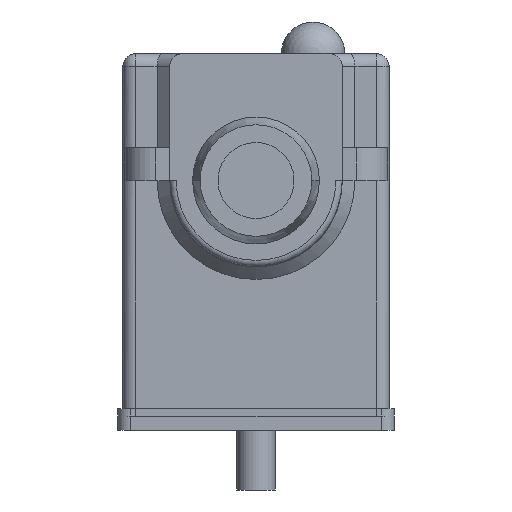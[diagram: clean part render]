
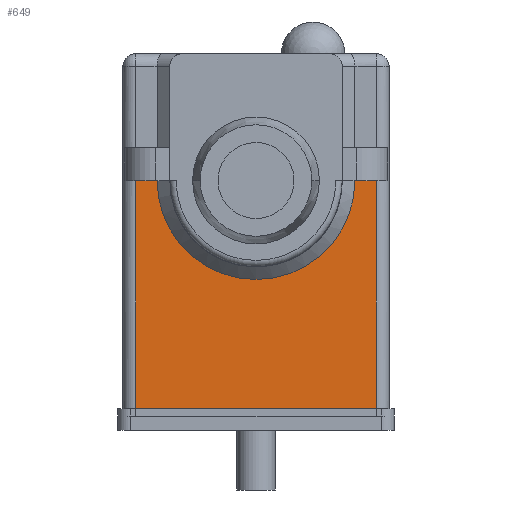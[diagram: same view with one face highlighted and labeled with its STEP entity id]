
A CAD part, front view. The second image highlights one B-rep face of the part: STEP entity #649.
In plain terms, the highlighted planar face has unit normal (0, -1, 0).
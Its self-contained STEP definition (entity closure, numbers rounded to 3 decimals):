
#569 = VECTOR ( 'NONE', #10020, 1000. ) ;
#649 = ADVANCED_FACE ( 'NONE', ( #2410 ), #15600, .T. ) ;
#834 = CARTESIAN_POINT ( 'NONE',  ( -7.8, -14.2, 16.198 ) ) ;
#1069 = EDGE_CURVE ( 'NONE', #16675, #3394, #5856, .T. ) ;
#1718 = CARTESIAN_POINT ( 'NONE',  ( 9.5, -14.2, 16.198 ) ) ;
#1816 = CARTESIAN_POINT ( 'NONE',  ( 9.5, -14.2, -2.402 ) ) ;
#1856 = CARTESIAN_POINT ( 'NONE',  ( -7.8, -14.2, 16.198 ) ) ;
#2008 = EDGE_CURVE ( 'NONE', #11602, #2702, #2097, .T. ) ;
#2097 = LINE ( 'NONE', #10147, #10316 ) ;
#2410 = FACE_OUTER_BOUND ( 'NONE', #6230, .T. ) ;
#2602 = EDGE_CURVE ( 'NONE', #16675, #12149, #8973, .T. ) ;
#2702 = VERTEX_POINT ( 'NONE', #13563 ) ;
#2931 = ORIENTED_EDGE ( 'NONE', *, *, #2008, .F. ) ;
#3072 = DIRECTION ( 'NONE',  ( -1., 0., 0. ) ) ;
#3394 = VERTEX_POINT ( 'NONE', #14899 ) ;
#3511 = CARTESIAN_POINT ( 'NONE',  ( -9.5, -14.2, 16.198 ) ) ;
#5324 = LINE ( 'NONE', #1718, #10060 ) ;
#5856 = CIRCLE ( 'NONE', #7084, 7.8 ) ;
#6230 = EDGE_LOOP ( 'NONE', ( #8597, #12473, #17371, #2931, #10259, #16634 ) ) ;
#6311 = DIRECTION ( 'NONE',  ( 0., 0., -1. ) ) ;
#6493 = DIRECTION ( 'NONE',  ( 0., 0., -1. ) ) ;
#7084 = AXIS2_PLACEMENT_3D ( 'NONE', #14783, #9487, #13425 ) ;
#7130 = CARTESIAN_POINT ( 'NONE',  ( 9.5, -14.2, 16.198 ) ) ;
#7789 = EDGE_CURVE ( 'NONE', #11602, #3394, #5324, .T. ) ;
#7790 = CARTESIAN_POINT ( 'NONE',  ( -9.5, -14.2, 16.198 ) ) ;
#8554 = LINE ( 'NONE', #1816, #569 ) ;
#8597 = ORIENTED_EDGE ( 'NONE', *, *, #2602, .T. ) ;
#8794 = VECTOR ( 'NONE', #6493, 1000. ) ;
#8973 = LINE ( 'NONE', #834, #16975 ) ;
#9101 = CARTESIAN_POINT ( 'NONE',  ( 9.5, -14.2, 16.198 ) ) ;
#9487 = DIRECTION ( 'NONE',  ( 0., -1., 0. ) ) ;
#9909 = DIRECTION ( 'NONE',  ( -1., 0., 0. ) ) ;
#10020 = DIRECTION ( 'NONE',  ( -1., 0., 0. ) ) ;
#10060 = VECTOR ( 'NONE', #3072, 1000. ) ;
#10147 = CARTESIAN_POINT ( 'NONE',  ( 9.5, -14.2, 16.198 ) ) ;
#10259 = ORIENTED_EDGE ( 'NONE', *, *, #7789, .T. ) ;
#10316 = VECTOR ( 'NONE', #6311, 1000. ) ;
#10367 = EDGE_CURVE ( 'NONE', #2702, #15079, #8554, .T. ) ;
#11602 = VERTEX_POINT ( 'NONE', #9101 ) ;
#12149 = VERTEX_POINT ( 'NONE', #3511 ) ;
#12473 = ORIENTED_EDGE ( 'NONE', *, *, #17594, .T. ) ;
#12657 = DIRECTION ( 'NONE',  ( 0., -1., 0. ) ) ;
#13425 = DIRECTION ( 'NONE',  ( 1., 0., 0. ) ) ;
#13563 = CARTESIAN_POINT ( 'NONE',  ( 9.5, -14.2, -2.402 ) ) ;
#13730 = LINE ( 'NONE', #7790, #8794 ) ;
#14783 = CARTESIAN_POINT ( 'NONE',  ( 0., -14.2, 16.198 ) ) ;
#14899 = CARTESIAN_POINT ( 'NONE',  ( 7.8, -14.2, 16.198 ) ) ;
#15079 = VERTEX_POINT ( 'NONE', #16051 ) ;
#15600 = PLANE ( 'NONE',  #17623 ) ;
#16051 = CARTESIAN_POINT ( 'NONE',  ( -9.5, -14.2, -2.402 ) ) ;
#16634 = ORIENTED_EDGE ( 'NONE', *, *, #1069, .F. ) ;
#16675 = VERTEX_POINT ( 'NONE', #1856 ) ;
#16975 = VECTOR ( 'NONE', #17346, 1000. ) ;
#17346 = DIRECTION ( 'NONE',  ( -1., 0., 0. ) ) ;
#17371 = ORIENTED_EDGE ( 'NONE', *, *, #10367, .F. ) ;
#17594 = EDGE_CURVE ( 'NONE', #12149, #15079, #13730, .T. ) ;
#17623 = AXIS2_PLACEMENT_3D ( 'NONE', #7130, #12657, #9909 ) ;
